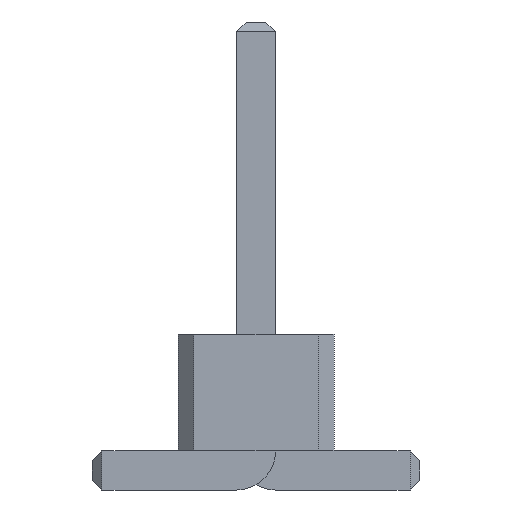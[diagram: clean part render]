
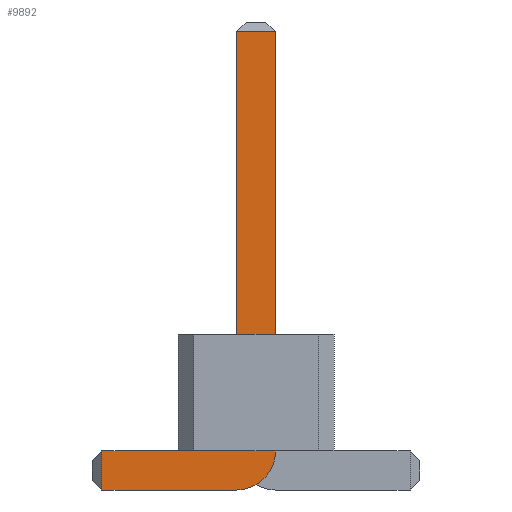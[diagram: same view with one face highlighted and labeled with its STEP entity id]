
A CAD part, front view. The second image highlights one B-rep face of the part: STEP entity #9892.
In plain terms, the highlighted planar face has unit normal (0, -1, 0).
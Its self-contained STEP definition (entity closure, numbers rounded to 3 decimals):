
#13=DIRECTION('',(0.,0.,1.));
#27=VECTOR('',#13,1.);
#56=DIRECTION('',(0.,-1.,0.));
#67=DIRECTION('',(1.,0.,0.));
#2093=VECTOR('',#67,1.);
#2146=DIRECTION('',(-1.,0.,0.));
#4169=VECTOR('',#2146,1.);
#4439=DIRECTION('',(0.,0.,-1.));
#4456=VECTOR('',#4439,1.);
#9747=DIRECTION('',(0.,-1.,0.));
#9748=DIRECTION('',(-1.,0.,0.));
#9755=VERTEX_POINT('',#9756);
#9756=CARTESIAN_POINT('',(-1.975,-35.25,0.));
#9758=ORIENTED_EDGE('',*,*,#9759,.T.);
#9759=EDGE_CURVE('',#9755,#9760,#9762,.T.);
#9760=VERTEX_POINT('',#9761);
#9761=CARTESIAN_POINT('',(-0.25,-35.25,0.));
#9762=LINE('',#9763,#2093);
#9763=CARTESIAN_POINT('',(-2.1,-35.25,0.));
#9795=VERTEX_POINT('',#9796);
#9796=CARTESIAN_POINT('',(0.25,-35.25,0.5));
#9799=EDGE_CURVE('',#9760,#9795,#9800,.T.);
#9800=CIRCLE('',#9801,0.5);
#9801=AXIS2_PLACEMENT_3D('',#9802,#56,#4439);
#9802=CARTESIAN_POINT('',(-0.25,-35.25,0.5));
#9810=VERTEX_POINT('',#9802);
#9812=ORIENTED_EDGE('',*,*,#9813,.T.);
#9813=EDGE_CURVE('',#9810,#9814,#9816,.T.);
#9814=VERTEX_POINT('',#9815);
#9815=CARTESIAN_POINT('',(-1.975,-35.25,0.5));
#9816=LINE('',#9802,#4169);
#9826=ORIENTED_EDGE('',*,*,#9827,.T.);
#9827=EDGE_CURVE('',#9795,#9828,#9830,.T.);
#9828=VERTEX_POINT('',#9829);
#9829=CARTESIAN_POINT('',(0.25,-35.25,5.875));
#9830=LINE('',#9831,#27);
#9831=CARTESIAN_POINT('',(0.25,-35.25,0.));
#9843=VERTEX_POINT('',#9844);
#9844=CARTESIAN_POINT('',(-0.25,-35.25,5.875));
#9846=ORIENTED_EDGE('',*,*,#9847,.T.);
#9847=EDGE_CURVE('',#9843,#9810,#9848,.T.);
#9848=LINE('',#9849,#4456);
#9849=CARTESIAN_POINT('',(-0.25,-35.25,6.));
#9892=ADVANCED_FACE('',(#9893),#9902,.T.);
#9893=FACE_BOUND('',#9894,.T.);
#9894=EDGE_LOOP('',(#9758,#9895,#9826,#9896,#9846,#9812,#9899));
#9895=ORIENTED_EDGE('',*,*,#9799,.T.);
#9896=ORIENTED_EDGE('',*,*,#9897,.T.);
#9897=EDGE_CURVE('',#9828,#9843,#9898,.T.);
#9898=LINE('',#9829,#4169);
#9899=ORIENTED_EDGE('',*,*,#9900,.T.);
#9900=EDGE_CURVE('',#9814,#9755,#9901,.T.);
#9901=LINE('',#9815,#4456);
#9902=PLANE('',#9903);
#9903=AXIS2_PLACEMENT_3D('',#9904,#9747,#9748);
#9904=CARTESIAN_POINT('',(-0.316,-35.25,2.391));
